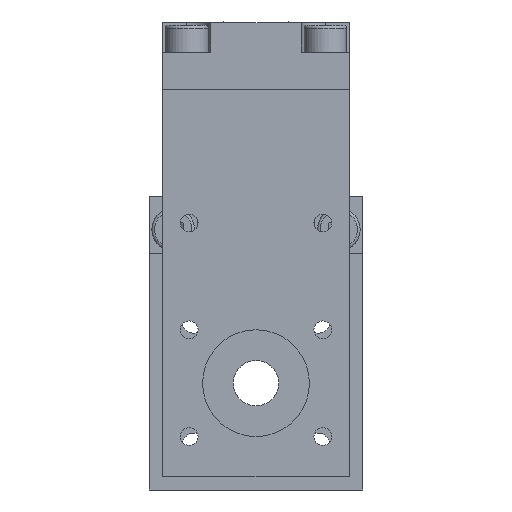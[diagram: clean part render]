
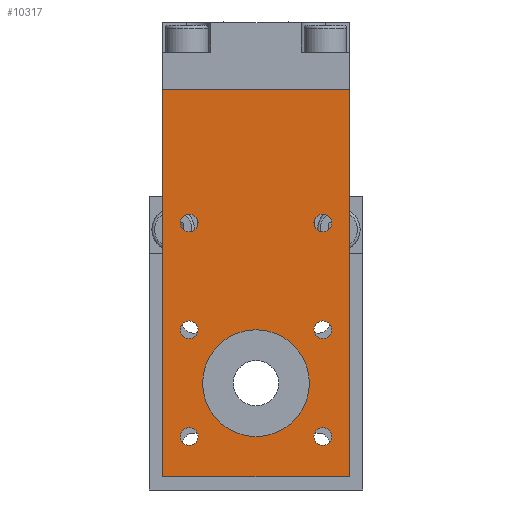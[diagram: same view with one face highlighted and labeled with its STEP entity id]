
A CAD part, left-side view. The second image highlights one B-rep face of the part: STEP entity #10317.
In plain terms, the highlighted face is planar.
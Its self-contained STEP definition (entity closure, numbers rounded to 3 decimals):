
#727=LINE('',#15054,#1608);
#731=LINE('',#15062,#1612);
#734=LINE('',#15068,#1615);
#737=LINE('',#15073,#1618);
#1608=VECTOR('',#12128,70.);
#1612=VECTOR('',#12134,145.);
#1615=VECTOR('',#12139,70.);
#1618=VECTOR('',#12144,145.);
#2478=PLANE('',#10982);
#2944=FACE_BOUND('',#3881,.T.);
#2945=FACE_BOUND('',#3882,.T.);
#2946=FACE_BOUND('',#3883,.T.);
#2947=FACE_BOUND('',#3884,.T.);
#2948=FACE_BOUND('',#3885,.T.);
#2949=FACE_BOUND('',#3886,.T.);
#2950=FACE_BOUND('',#3887,.T.);
#3227=FACE_OUTER_BOUND('',#3880,.T.);
#3880=EDGE_LOOP('',(#7523,#7524,#7525,#7526));
#3881=EDGE_LOOP('',(#7527));
#3882=EDGE_LOOP('',(#7528));
#3883=EDGE_LOOP('',(#7529));
#3884=EDGE_LOOP('',(#7530));
#3885=EDGE_LOOP('',(#7531));
#3886=EDGE_LOOP('',(#7532));
#3887=EDGE_LOOP('',(#7533));
#4647=CIRCLE('',#10955,3.324);
#4649=CIRCLE('',#10958,3.324);
#4651=CIRCLE('',#10961,3.324);
#4653=CIRCLE('',#10964,3.324);
#4655=CIRCLE('',#10967,3.324);
#4657=CIRCLE('',#10970,3.324);
#4660=CIRCLE('',#10975,20.);
#5028=VERTEX_POINT('',#15013);
#5030=VERTEX_POINT('',#15018);
#5032=VERTEX_POINT('',#15023);
#5034=VERTEX_POINT('',#15028);
#5036=VERTEX_POINT('',#15033);
#5038=VERTEX_POINT('',#15038);
#5041=VERTEX_POINT('',#15046);
#5043=VERTEX_POINT('',#15052);
#5044=VERTEX_POINT('',#15053);
#5047=VERTEX_POINT('',#15061);
#5049=VERTEX_POINT('',#15067);
#6027=EDGE_CURVE('',#5028,#5028,#4647,.T.);
#6029=EDGE_CURVE('',#5030,#5030,#4649,.T.);
#6031=EDGE_CURVE('',#5032,#5032,#4651,.T.);
#6033=EDGE_CURVE('',#5034,#5034,#4653,.T.);
#6035=EDGE_CURVE('',#5036,#5036,#4655,.T.);
#6037=EDGE_CURVE('',#5038,#5038,#4657,.T.);
#6040=EDGE_CURVE('',#5041,#5041,#4660,.T.);
#6042=EDGE_CURVE('',#5043,#5044,#727,.T.);
#6046=EDGE_CURVE('',#5044,#5047,#731,.T.);
#6049=EDGE_CURVE('',#5047,#5049,#734,.T.);
#6052=EDGE_CURVE('',#5049,#5043,#737,.T.);
#7523=ORIENTED_EDGE('',*,*,#6042,.F.);
#7524=ORIENTED_EDGE('',*,*,#6052,.F.);
#7525=ORIENTED_EDGE('',*,*,#6049,.F.);
#7526=ORIENTED_EDGE('',*,*,#6046,.F.);
#7527=ORIENTED_EDGE('',*,*,#6027,.T.);
#7528=ORIENTED_EDGE('',*,*,#6029,.T.);
#7529=ORIENTED_EDGE('',*,*,#6031,.T.);
#7530=ORIENTED_EDGE('',*,*,#6033,.T.);
#7531=ORIENTED_EDGE('',*,*,#6035,.T.);
#7532=ORIENTED_EDGE('',*,*,#6037,.T.);
#7533=ORIENTED_EDGE('',*,*,#6040,.T.);
#10317=ADVANCED_FACE('',(#3227,#2944,#2945,#2946,#2947,#2948,#2949,#2950),
#2478,.T.);
#10955=AXIS2_PLACEMENT_3D('',#15014,#12080,#12081);
#10958=AXIS2_PLACEMENT_3D('',#15019,#12086,#12087);
#10961=AXIS2_PLACEMENT_3D('',#15024,#12092,#12093);
#10964=AXIS2_PLACEMENT_3D('',#15029,#12098,#12099);
#10967=AXIS2_PLACEMENT_3D('',#15034,#12104,#12105);
#10970=AXIS2_PLACEMENT_3D('',#15039,#12110,#12111);
#10975=AXIS2_PLACEMENT_3D('',#15047,#12120,#12121);
#10982=AXIS2_PLACEMENT_3D('',#15075,#12146,#12147);
#12080=DIRECTION('center_axis',(0.,0.,-1.));
#12081=DIRECTION('ref_axis',(1.,0.,0.));
#12086=DIRECTION('center_axis',(0.,0.,-1.));
#12087=DIRECTION('ref_axis',(1.,0.,0.));
#12092=DIRECTION('center_axis',(0.,0.,-1.));
#12093=DIRECTION('ref_axis',(1.,0.,0.));
#12098=DIRECTION('center_axis',(0.,0.,-1.));
#12099=DIRECTION('ref_axis',(1.,0.,0.));
#12104=DIRECTION('center_axis',(0.,0.,-1.));
#12105=DIRECTION('ref_axis',(1.,0.,0.));
#12110=DIRECTION('center_axis',(0.,0.,-1.));
#12111=DIRECTION('ref_axis',(1.,0.,0.));
#12120=DIRECTION('center_axis',(0.,0.,-1.));
#12121=DIRECTION('ref_axis',(1.,0.,0.));
#12128=DIRECTION('',(0.,-1.,0.));
#12134=DIRECTION('',(-1.,0.,0.));
#12139=DIRECTION('',(0.,1.,0.));
#12144=DIRECTION('',(1.,0.,0.));
#12146=DIRECTION('center_axis',(0.,0.,1.));
#12147=DIRECTION('ref_axis',(1.,0.,0.));
#15013=CARTESIAN_POINT('',(66.898,-45.824,25.));
#15014=CARTESIAN_POINT('Origin',(63.575,-45.824,25.));
#15018=CARTESIAN_POINT('',(26.898,4.176,25.));
#15019=CARTESIAN_POINT('Origin',(23.575,4.176,25.));
#15023=CARTESIAN_POINT('',(106.898,4.176,25.));
#15024=CARTESIAN_POINT('Origin',(103.575,4.176,25.));
#15028=CARTESIAN_POINT('',(66.898,4.176,25.));
#15029=CARTESIAN_POINT('Origin',(63.575,4.176,25.));
#15033=CARTESIAN_POINT('',(26.898,-45.824,25.));
#15034=CARTESIAN_POINT('Origin',(23.575,-45.824,25.));
#15038=CARTESIAN_POINT('',(106.898,-45.824,25.));
#15039=CARTESIAN_POINT('Origin',(103.575,-45.824,25.));
#15046=CARTESIAN_POINT('',(103.575,-20.824,25.));
#15047=CARTESIAN_POINT('Origin',(83.575,-20.824,25.));
#15052=CARTESIAN_POINT('',(118.575,14.176,25.));
#15053=CARTESIAN_POINT('',(118.575,-55.824,25.));
#15054=CARTESIAN_POINT('',(118.575,14.176,25.));
#15061=CARTESIAN_POINT('',(-26.425,-55.824,25.));
#15062=CARTESIAN_POINT('',(118.575,-55.824,25.));
#15067=CARTESIAN_POINT('',(-26.425,14.176,25.));
#15068=CARTESIAN_POINT('',(-26.425,-55.824,25.));
#15073=CARTESIAN_POINT('',(-26.425,14.176,25.));
#15075=CARTESIAN_POINT('Origin',(46.075,-20.824,25.));
